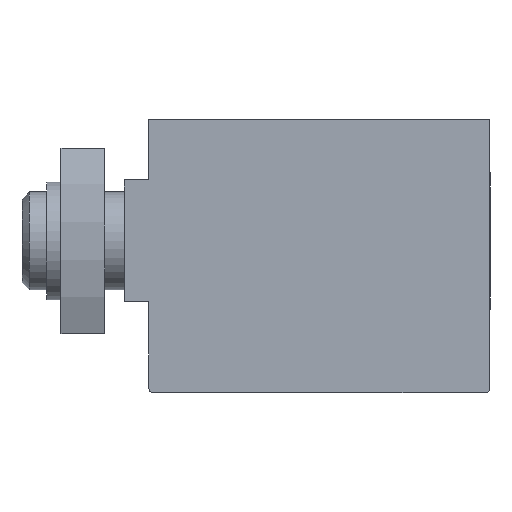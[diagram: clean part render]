
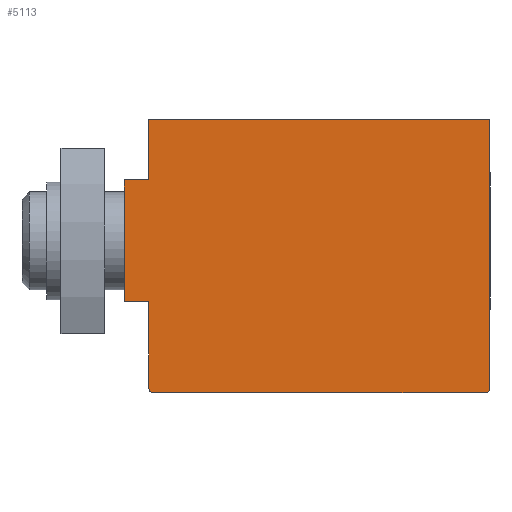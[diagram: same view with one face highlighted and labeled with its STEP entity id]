
A CAD part, front view. The second image highlights one B-rep face of the part: STEP entity #5113.
In plain terms, the highlighted planar face has unit normal (0, -1, 0).
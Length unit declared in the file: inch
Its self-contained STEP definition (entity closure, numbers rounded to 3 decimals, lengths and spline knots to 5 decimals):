
#183 = DIRECTION ( 'NONE',  ( 0., 0., 1. ) ) ;
#261 = CARTESIAN_POINT ( 'NONE',  ( 0.48, -0.375, 0.156 ) ) ;
#282 = ORIENTED_EDGE ( 'NONE', *, *, #3982, .F. ) ;
#300 = EDGE_CURVE ( 'NONE', #3342, #1245, #4922, .T. ) ;
#337 = DIRECTION ( 'NONE',  ( 0., -1., 0. ) ) ;
#371 = EDGE_CURVE ( 'NONE', #4116, #1274, #558, .T. ) ;
#378 = CARTESIAN_POINT ( 'NONE',  ( -0.27, -0.375, -0.219 ) ) ;
#453 = VECTOR ( 'NONE', #1800, 39.37008 ) ;
#464 = VERTEX_POINT ( 'NONE', #853 ) ;
#502 = EDGE_LOOP ( 'NONE', ( #3026, #1458, #4610, #1546, #4522, #3680, #282, #1987, #2685, #3969 ) ) ;
#558 = CIRCLE ( 'NONE', #738, 0.01 ) ;
#733 = DIRECTION ( 'NONE',  ( 0., 0., 1. ) ) ;
#734 = VECTOR ( 'NONE', #2108, 39.37008 ) ;
#738 = AXIS2_PLACEMENT_3D ( 'NONE', #2073, #337, #5352 ) ;
#744 = VECTOR ( 'NONE', #4427, 39.37008 ) ;
#853 = CARTESIAN_POINT ( 'NONE',  ( -0.22, -0.375, -0.219 ) ) ;
#858 = CARTESIAN_POINT ( 'NONE',  ( 0., -0.375, 0. ) ) ;
#880 = EDGE_CURVE ( 'NONE', #4845, #2579, #4402, .T. ) ;
#956 = LINE ( 'NONE', #4286, #453 ) ;
#1208 = CARTESIAN_POINT ( 'NONE',  ( -0.22, -0.375, -0.406 ) ) ;
#1245 = VERTEX_POINT ( 'NONE', #2203 ) ;
#1264 = VECTOR ( 'NONE', #1643, 39.37008 ) ;
#1274 = VERTEX_POINT ( 'NONE', #2994 ) ;
#1458 = ORIENTED_EDGE ( 'NONE', *, *, #3814, .F. ) ;
#1486 = DIRECTION ( 'NONE',  ( 1., 0., 0. ) ) ;
#1546 = ORIENTED_EDGE ( 'NONE', *, *, #1612, .F. ) ;
#1577 = EDGE_CURVE ( 'NONE', #2438, #3578, #5257, .T. ) ;
#1612 = EDGE_CURVE ( 'NONE', #1245, #2438, #3127, .T. ) ;
#1643 = DIRECTION ( 'NONE',  ( 0., 0., 1. ) ) ;
#1750 = EDGE_CURVE ( 'NONE', #4791, #2579, #956, .T. ) ;
#1772 = CARTESIAN_POINT ( 'NONE',  ( -0.22, -0.375, -0.219 ) ) ;
#1800 = DIRECTION ( 'NONE',  ( 0., 0., -1. ) ) ;
#1907 = DIRECTION ( 'NONE',  ( 0., 0., 1. ) ) ;
#1987 = ORIENTED_EDGE ( 'NONE', *, *, #371, .T. ) ;
#2073 = CARTESIAN_POINT ( 'NONE',  ( -0.21, -0.375, -0.396 ) ) ;
#2081 = CARTESIAN_POINT ( 'NONE',  ( -0.27, -0.375, -0.219 ) ) ;
#2108 = DIRECTION ( 'NONE',  ( -1., 0., 0. ) ) ;
#2203 = CARTESIAN_POINT ( 'NONE',  ( -0.27, -0.375, 0.031 ) ) ;
#2438 = VERTEX_POINT ( 'NONE', #4008 ) ;
#2517 = PLANE ( 'NONE',  #4072 ) ;
#2579 = VERTEX_POINT ( 'NONE', #5321 ) ;
#2685 = ORIENTED_EDGE ( 'NONE', *, *, #3483, .F. ) ;
#2727 = CARTESIAN_POINT ( 'NONE',  ( -0.27, -0.375, 0.031 ) ) ;
#2856 = CARTESIAN_POINT ( 'NONE',  ( -0.22, -0.375, -0.396 ) ) ;
#2994 = CARTESIAN_POINT ( 'NONE',  ( -0.21, -0.375, -0.406 ) ) ;
#3026 = ORIENTED_EDGE ( 'NONE', *, *, #1750, .F. ) ;
#3127 = LINE ( 'NONE', #2727, #3617 ) ;
#3304 = CARTESIAN_POINT ( 'NONE',  ( 0.48, -0.375, -0.406 ) ) ;
#3342 = VERTEX_POINT ( 'NONE', #2081 ) ;
#3392 = FACE_OUTER_BOUND ( 'NONE', #502, .T. ) ;
#3483 = EDGE_CURVE ( 'NONE', #4845, #1274, #5416, .T. ) ;
#3528 = LINE ( 'NONE', #1208, #4151 ) ;
#3544 = DIRECTION ( 'NONE',  ( 0., -1., 0. ) ) ;
#3578 = VERTEX_POINT ( 'NONE', #4916 ) ;
#3617 = VECTOR ( 'NONE', #1486, 39.37008 ) ;
#3680 = ORIENTED_EDGE ( 'NONE', *, *, #4615, .F. ) ;
#3814 = EDGE_CURVE ( 'NONE', #3578, #4791, #4862, .T. ) ;
#3845 = DIRECTION ( 'NONE',  ( -1., 0., 0. ) ) ;
#3969 = ORIENTED_EDGE ( 'NONE', *, *, #880, .T. ) ;
#3982 = EDGE_CURVE ( 'NONE', #4116, #464, #3528, .T. ) ;
#4008 = CARTESIAN_POINT ( 'NONE',  ( -0.22, -0.375, 0.031 ) ) ;
#4072 = AXIS2_PLACEMENT_3D ( 'NONE', #858, #4543, #4957 ) ;
#4116 = VERTEX_POINT ( 'NONE', #2856 ) ;
#4151 = VECTOR ( 'NONE', #733, 39.37008 ) ;
#4286 = CARTESIAN_POINT ( 'NONE',  ( 0.48, -0.375, 0.406 ) ) ;
#4385 = CARTESIAN_POINT ( 'NONE',  ( 0.48, -0.375, 0.156 ) ) ;
#4391 = VECTOR ( 'NONE', #183, 39.37008 ) ;
#4402 = CIRCLE ( 'NONE', #5105, 0.01 ) ;
#4427 = DIRECTION ( 'NONE',  ( 1., 0., 0. ) ) ;
#4522 = ORIENTED_EDGE ( 'NONE', *, *, #300, .F. ) ;
#4543 = DIRECTION ( 'NONE',  ( 0., 1., 0. ) ) ;
#4552 = LINE ( 'NONE', #1772, #5200 ) ;
#4610 = ORIENTED_EDGE ( 'NONE', *, *, #1577, .F. ) ;
#4615 = EDGE_CURVE ( 'NONE', #464, #3342, #4552, .T. ) ;
#4721 = CARTESIAN_POINT ( 'NONE',  ( 0.47, -0.375, -0.406 ) ) ;
#4791 = VERTEX_POINT ( 'NONE', #4385 ) ;
#4795 = CARTESIAN_POINT ( 'NONE',  ( 0.47, -0.375, -0.396 ) ) ;
#4845 = VERTEX_POINT ( 'NONE', #4721 ) ;
#4862 = LINE ( 'NONE', #261, #744 ) ;
#4916 = CARTESIAN_POINT ( 'NONE',  ( -0.22, -0.375, 0.156 ) ) ;
#4922 = LINE ( 'NONE', #378, #1264 ) ;
#4957 = DIRECTION ( 'NONE',  ( 0., 0., 1. ) ) ;
#5105 = AXIS2_PLACEMENT_3D ( 'NONE', #4795, #3544, #1907 ) ;
#5113 = ADVANCED_FACE ( 'NONE', ( #3392 ), #2517, .F. ) ;
#5200 = VECTOR ( 'NONE', #3845, 39.37008 ) ;
#5229 = CARTESIAN_POINT ( 'NONE',  ( -0.22, -0.375, 0.031 ) ) ;
#5257 = LINE ( 'NONE', #5229, #4391 ) ;
#5321 = CARTESIAN_POINT ( 'NONE',  ( 0.48, -0.375, -0.396 ) ) ;
#5352 = DIRECTION ( 'NONE',  ( 0., 0., 1. ) ) ;
#5416 = LINE ( 'NONE', #3304, #734 ) ;
